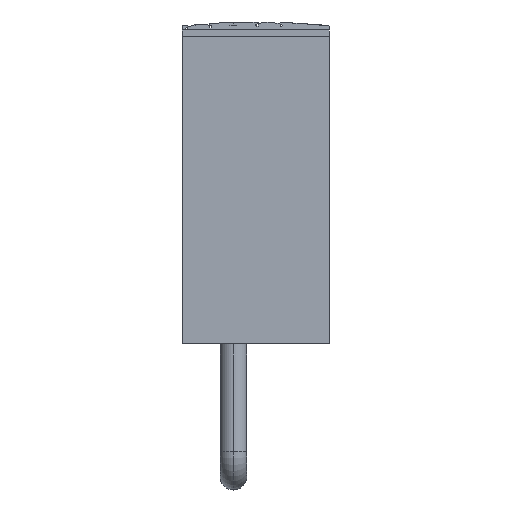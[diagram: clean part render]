
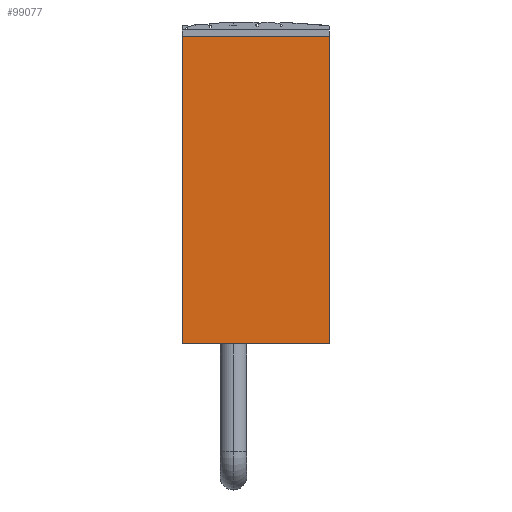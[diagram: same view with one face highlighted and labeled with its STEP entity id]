
A CAD part, left-side view. The second image highlights one B-rep face of the part: STEP entity #99077.
In plain terms, the highlighted planar face has unit normal (-1, 0, 0).
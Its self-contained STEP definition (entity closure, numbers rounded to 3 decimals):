
#32220=DIRECTION('',(0.,0.,1.));
#32221=VECTOR('',#32220,91.9);
#32222=CARTESIAN_POINT('',(-222.75,22.,-89.02));
#32223=LINE('',#32222,#32221);
#32224=DIRECTION('',(0.,1.,0.));
#32225=VECTOR('',#32224,44.);
#32226=CARTESIAN_POINT('',(-222.75,-22.,2.88));
#32227=LINE('',#32226,#32225);
#32324=DIRECTION('',(0.,0.,1.));
#32325=VECTOR('',#32324,91.9);
#32326=CARTESIAN_POINT('',(-222.75,-22.,-89.02));
#32327=LINE('',#32326,#32325);
#34720=DIRECTION('',(0.,-1.,0.));
#34721=VECTOR('',#34720,44.);
#34722=CARTESIAN_POINT('',(-222.75,22.,-89.02));
#34723=LINE('',#34722,#34721);
#44992=CARTESIAN_POINT('',(-222.75,-22.,-89.02));
#44993=VERTEX_POINT('',#44992);
#44994=CARTESIAN_POINT('',(-222.75,-22.,2.88));
#44995=VERTEX_POINT('',#44994);
#46302=CARTESIAN_POINT('',(-222.75,22.,2.88));
#46303=VERTEX_POINT('',#46302);
#46344=CARTESIAN_POINT('',(-222.75,22.,-89.02));
#46345=VERTEX_POINT('',#46344);
#99063=CARTESIAN_POINT('',(-222.75,0.,0.));
#99064=DIRECTION('',(-1.,0.,0.));
#99065=DIRECTION('',(0.,-1.,0.));
#99066=AXIS2_PLACEMENT_3D('',#99063,#99064,#99065);
#99067=PLANE('',#99066);
#99069=ORIENTED_EDGE('',*,*,#99068,.F.);
#99071=ORIENTED_EDGE('',*,*,#99070,.F.);
#99073=ORIENTED_EDGE('',*,*,#99072,.F.);
#99074=ORIENTED_EDGE('',*,*,#99039,.T.);
#99075=EDGE_LOOP('',(#99069,#99071,#99073,#99074));
#99076=FACE_OUTER_BOUND('',#99075,.F.);
#99039=EDGE_CURVE('',#46345,#46303,#32223,.T.);
#99068=EDGE_CURVE('',#44995,#46303,#32227,.T.);
#99070=EDGE_CURVE('',#44993,#44995,#32327,.T.);
#99072=EDGE_CURVE('',#46345,#44993,#34723,.T.);
#99077=ADVANCED_FACE('',(#99076),#99067,.T.);
